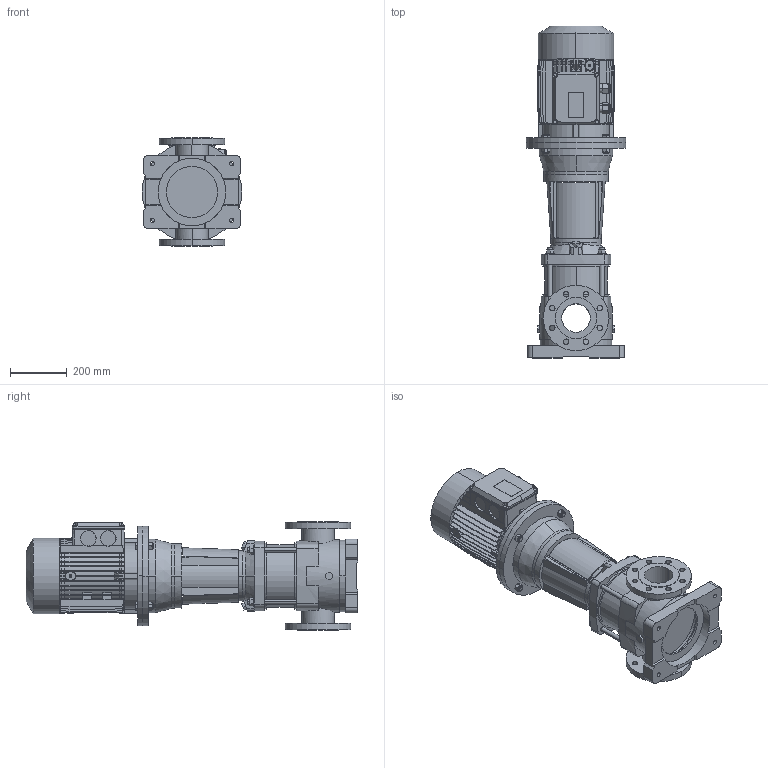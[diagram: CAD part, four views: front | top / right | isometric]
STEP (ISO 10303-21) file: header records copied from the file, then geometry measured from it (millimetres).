
FILE_DESCRIPTION (( 'STEP AP203' ), '1' );
FILE_NAME ('4.93.632.30swa01.step', '2023-05-02T14:24:33', ( '' ), ( '' ), 'SwSTEP 2.0', 'SolidWorks 2020', '' );
FILE_SCHEMA (( 'CONFIG_CONTROL_DESIGN' ));
Length unit declared in the file: millimetre
Products named in the file (8): 4.93.631.22swp01; 4.93.632.30swa01; 10000023swn00_M16x55 6.8 ZINCATA; 10007670swn00_M32x1.5; 10007572swp02_132S-R3 ANONIMO; 10000007swn00_M16 õ; 10007568swp00_M132 B5-De350; 10007576swa02_M132S ANONIMO
Assembly tree (14 placements, depth 3):
  4.93.632.30swa01
    4.93.631.22swp01
    10007576swa02_M132S ANONIMO
      10007568swp00_M132 B5-De350
      10007572swp02_132S-R3 ANONIMO
      10007670swn00_M32x1.5  x2
    10000023swn00_M16x55 6.8 ZINCATA  x4
    10000007swn00_M16 õ  x4
Bounding box: 350 x 1166.2 x 380 mm (x, y, z)
Volume: 33258197.3 mm3; surface area: 3109034.7 mm2
Topology: 36 solids, 36 shells, 1752 faces, 4496 edges, 2917 vertices
Faces by surface type: plane 1024, cylinder 403, cone 280, bspline 41, torus 4
Entity records: 52614 total; most frequent: CARTESIAN_POINT 14242, ORIENTED_EDGE 8026, DIRECTION 7302, EDGE_CURVE 4013, VERTEX_POINT 2642, LINE 2468, VECTOR 2468, AXIS2_PLACEMENT_3D 2417
